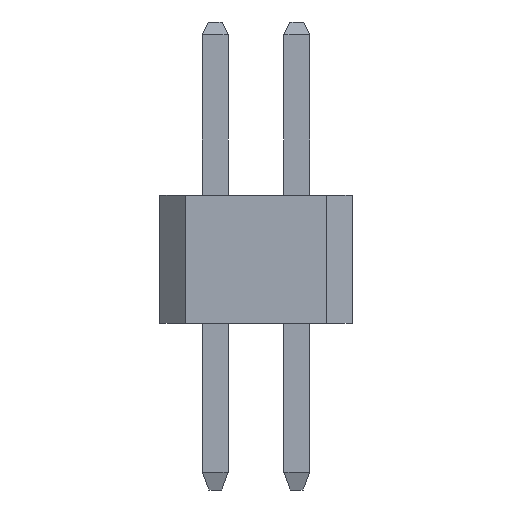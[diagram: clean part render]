
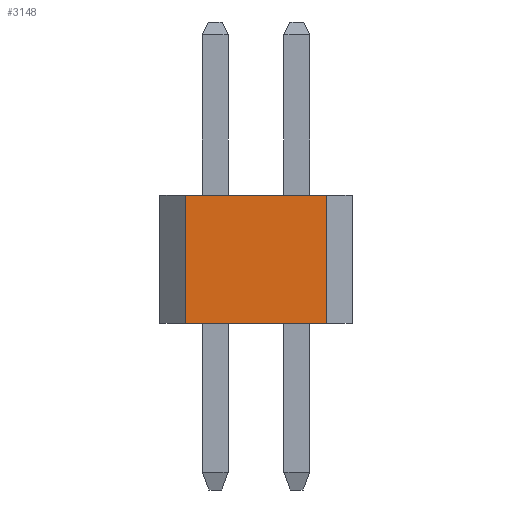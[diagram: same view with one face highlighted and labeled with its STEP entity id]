
A CAD part, left-side view. The second image highlights one B-rep face of the part: STEP entity #3148.
In plain terms, the highlighted planar face has unit normal (-1, 0, 0).
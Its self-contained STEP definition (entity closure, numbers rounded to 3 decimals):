
#16 = EDGE_CURVE ( 'NONE', #4510, #4378, #1567, .T. ) ;
#69 = CARTESIAN_POINT ( 'NONE',  ( -0.635, 1.1, 2. ) ) ;
#98 = EDGE_CURVE ( 'NONE', #845, #5594, #2571, .T. ) ;
#165 = FACE_OUTER_BOUND ( 'NONE', #4791, .T. ) ;
#559 = AXIS2_PLACEMENT_3D ( 'NONE', #2472, #4753, #4374 ) ;
#791 = EDGE_CURVE ( 'NONE', #4510, #845, #3477, .T. ) ;
#845 = VERTEX_POINT ( 'NONE', #2151 ) ;
#969 = VECTOR ( 'NONE', #3723, 1000. ) ;
#1082 = ORIENTED_EDGE ( 'NONE', *, *, #791, .F. ) ;
#1164 = CARTESIAN_POINT ( 'NONE',  ( -0.635, 1.1, 2. ) ) ;
#1209 = EDGE_CURVE ( 'NONE', #4378, #5594, #3778, .T. ) ;
#1235 = VECTOR ( 'NONE', #1611, 1000. ) ;
#1567 = LINE ( 'NONE', #5259, #4040 ) ;
#1611 = DIRECTION ( 'NONE',  ( 0., -1., 0. ) ) ;
#1752 = CARTESIAN_POINT ( 'NONE',  ( -0.635, -1.1, 0. ) ) ;
#1845 = ORIENTED_EDGE ( 'NONE', *, *, #16, .T. ) ;
#2082 = DIRECTION ( 'NONE',  ( 0., 0., -1. ) ) ;
#2151 = CARTESIAN_POINT ( 'NONE',  ( -0.635, -1.1, 2. ) ) ;
#2285 = ORIENTED_EDGE ( 'NONE', *, *, #1209, .T. ) ;
#2472 = CARTESIAN_POINT ( 'NONE',  ( -0.635, 1.1, 2. ) ) ;
#2479 = VECTOR ( 'NONE', #4622, 1000. ) ;
#2571 = LINE ( 'NONE', #4415, #969 ) ;
#2739 = ORIENTED_EDGE ( 'NONE', *, *, #98, .F. ) ;
#3148 = ADVANCED_FACE ( 'NONE', ( #165 ), #5281, .F. ) ;
#3477 = LINE ( 'NONE', #1164, #1235 ) ;
#3723 = DIRECTION ( 'NONE',  ( 0., 0., -1. ) ) ;
#3778 = LINE ( 'NONE', #3805, #2479 ) ;
#3805 = CARTESIAN_POINT ( 'NONE',  ( -0.635, 1.1, 0. ) ) ;
#4040 = VECTOR ( 'NONE', #2082, 1000. ) ;
#4374 = DIRECTION ( 'NONE',  ( 0., 1., 0. ) ) ;
#4378 = VERTEX_POINT ( 'NONE', #5597 ) ;
#4415 = CARTESIAN_POINT ( 'NONE',  ( -0.635, -1.1, 2. ) ) ;
#4510 = VERTEX_POINT ( 'NONE', #69 ) ;
#4622 = DIRECTION ( 'NONE',  ( 0., -1., 0. ) ) ;
#4753 = DIRECTION ( 'NONE',  ( 1., 0., 0. ) ) ;
#4791 = EDGE_LOOP ( 'NONE', ( #2285, #2739, #1082, #1845 ) ) ;
#5259 = CARTESIAN_POINT ( 'NONE',  ( -0.635, 1.1, 2. ) ) ;
#5281 = PLANE ( 'NONE',  #559 ) ;
#5594 = VERTEX_POINT ( 'NONE', #1752 ) ;
#5597 = CARTESIAN_POINT ( 'NONE',  ( -0.635, 1.1, 0. ) ) ;
